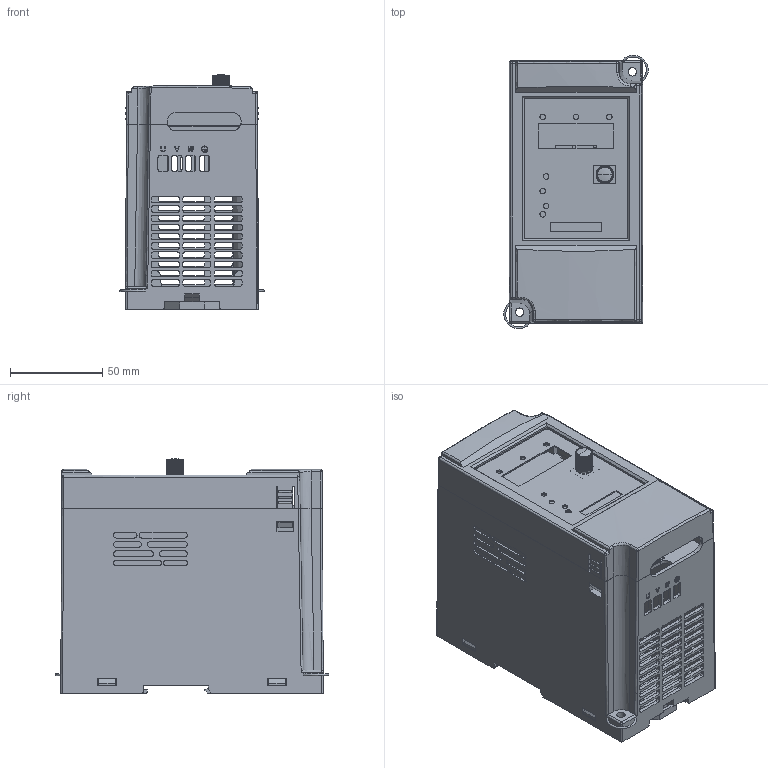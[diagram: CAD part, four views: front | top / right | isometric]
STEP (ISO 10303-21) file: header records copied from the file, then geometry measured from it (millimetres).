
FILE_DESCRIPTION((''),'2;1');
FILE_NAME('S23_ASM_ASM','2019-05-23T',('PC-TR'),(''),'PRO/ENGINEER BY PARAMETRIC TECHNOLOGY CORPORATION, 2010280','PRO/ENGINEER BY PARAMETRIC TECHNOLOGY CORPORATION, 2010280','');
FILE_SCHEMA(('CONFIG_CONTROL_DESIGN'));
Products named in the file (1): S23_ASM_ASM
Bounding box: 78.07 x 148.02 x 126.9 mm (x, y, z)
Surface area: 199287.5 mm2 (no closed solid volume)
Topology: 0 solids, 0 shells, 3402 faces, 19505 edges, 19469 vertices
Faces by surface type: bspline 3281, torus 98, sphere 23
Entity records: 282631 total; most frequent: CARTESIAN_POINT 115475, DIRECTION 23621, TRIMMED_CURVE 22578, VECTOR 21777, LINE 21777, DEFINITIONAL_REPRESENTATION 19467, PCURVE 19467, COMPOSITE_CURVE_SEGMENT 19467
